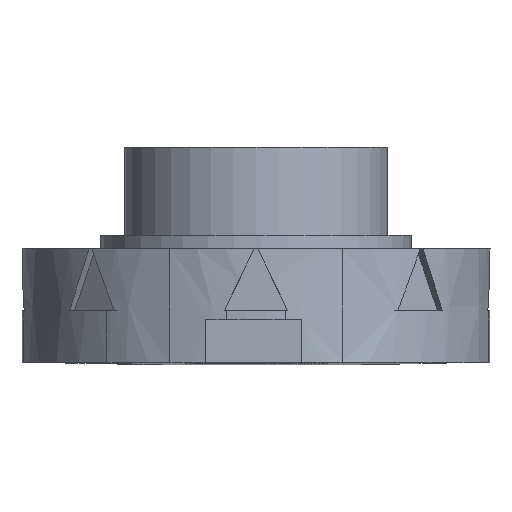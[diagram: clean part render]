
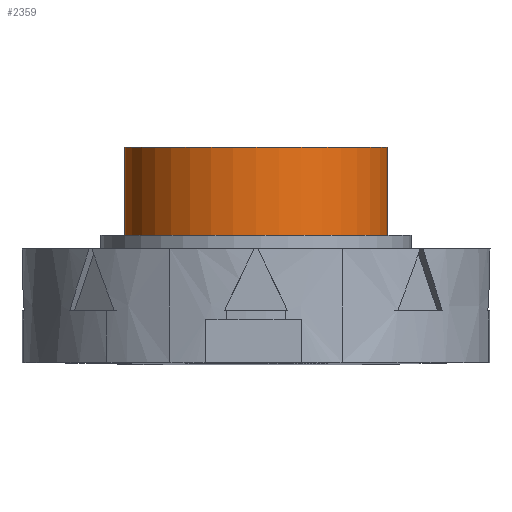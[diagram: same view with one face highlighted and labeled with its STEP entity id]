
A CAD part, top view. The second image highlights one B-rep face of the part: STEP entity #2359.
In plain terms, the highlighted cylindrical face has radius 12.27 mm (diameter 24.541 mm), a full revolution.
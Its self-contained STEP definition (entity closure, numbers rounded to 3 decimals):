
#278=FACE_OUTER_BOUND('',#401,.T.);
#401=EDGE_LOOP('',(#1871,#1872,#1873,#1874));
#570=CIRCLE('',#2616,12.27);
#571=CIRCLE('',#2617,12.27);
#676=LINE('',#4111,#874);
#874=VECTOR('',#3147,10.);
#1163=VERTEX_POINT('',#4108);
#1164=VERTEX_POINT('',#4110);
#1457=EDGE_CURVE('',#1163,#1163,#570,.T.);
#1458=EDGE_CURVE('',#1163,#1164,#676,.T.);
#1459=EDGE_CURVE('',#1164,#1164,#571,.T.);
#1871=ORIENTED_EDGE('',*,*,#1457,.F.);
#1872=ORIENTED_EDGE('',*,*,#1458,.T.);
#1873=ORIENTED_EDGE('',*,*,#1459,.F.);
#1874=ORIENTED_EDGE('',*,*,#1458,.F.);
#2291=CYLINDRICAL_SURFACE('',#2615,12.27);
#2359=ADVANCED_FACE('',(#278),#2291,.T.);
#2615=AXIS2_PLACEMENT_3D('',#4107,#3143,#3144);
#2616=AXIS2_PLACEMENT_3D('',#4109,#3145,#3146);
#2617=AXIS2_PLACEMENT_3D('',#4112,#3148,#3149);
#3143=DIRECTION('center_axis',(0.,-1.,0.));
#3144=DIRECTION('ref_axis',(0.,0.,1.));
#3145=DIRECTION('center_axis',(0.,-1.,0.));
#3146=DIRECTION('ref_axis',(0.,0.,1.));
#3147=DIRECTION('',(0.,1.,0.));
#3148=DIRECTION('center_axis',(0.,1.,0.));
#3149=DIRECTION('ref_axis',(0.,0.,1.));
#4107=CARTESIAN_POINT('Origin',(7.806,-12.635,121.831));
#4108=CARTESIAN_POINT('',(7.806,-20.855,109.561));
#4109=CARTESIAN_POINT('Origin',(7.806,-20.855,121.831));
#4110=CARTESIAN_POINT('',(7.806,-12.635,109.561));
#4111=CARTESIAN_POINT('',(7.806,-12.635,109.561));
#4112=CARTESIAN_POINT('Origin',(7.806,-12.635,121.831));
